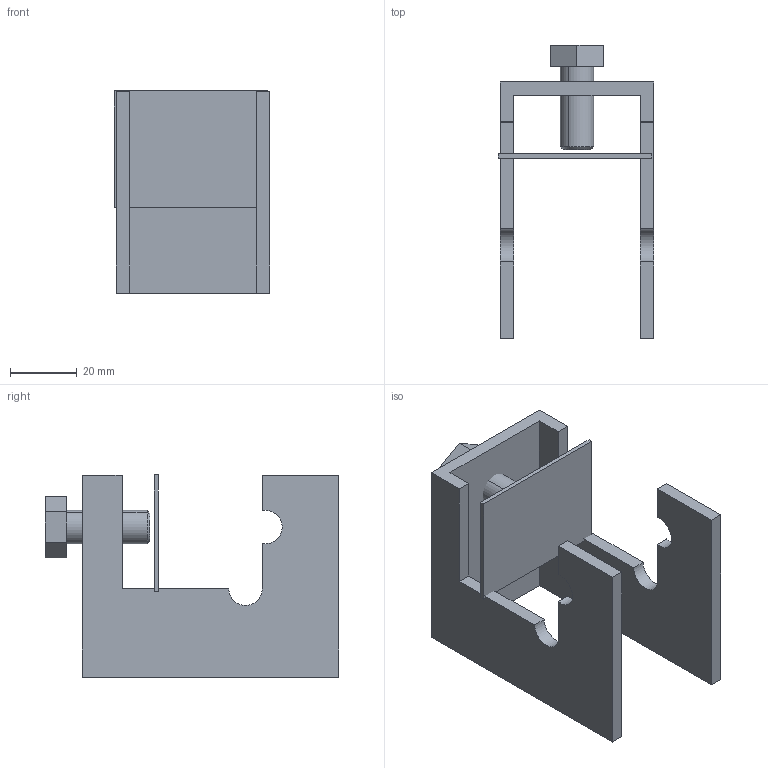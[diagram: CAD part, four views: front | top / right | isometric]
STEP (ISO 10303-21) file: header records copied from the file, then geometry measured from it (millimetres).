
FILE_DESCRIPTION (( 'STEP AP214' ), '1' );
FILE_NAME ('5014469.stp', '2017-09-05T12:38:30', ( '' ), ( '' ), 'SwSTEP 2.0', 'SolidWorks 2016', '' );
FILE_SCHEMA (( 'AUTOMOTIVE_DESIGN' ));
Length unit declared in the file: millimetre
Products named in the file (4): 078040_Standard; EB154-09-02_ohne Pr„gung; ISO 4017 - M10 x 25_ISO 4017 - M10 x 25; 5014469
Assembly tree (3 placements, depth 2):
  5014469
    ISO 4017 - M10 x 25_ISO 4017 - M10 x 25
    EB154-09-02_ohne Pr„gung
    078040_Standard
Bounding box: 46.56 x 88.1 x 60.66 mm (x, y, z)
Volume: 39490 mm3; surface area: 24822.4 mm2
Topology: 3 solids, 3 shells, 45 faces, 112 edges, 74 vertices
Faces by surface type: plane 35, cylinder 8, cone 2
Entity records: 1486 total; most frequent: CARTESIAN_POINT 237, DIRECTION 232, ORIENTED_EDGE 224, EDGE_CURVE 112, VECTOR 94, LINE 94, VERTEX_POINT 74, AXIS2_PLACEMENT_3D 69
